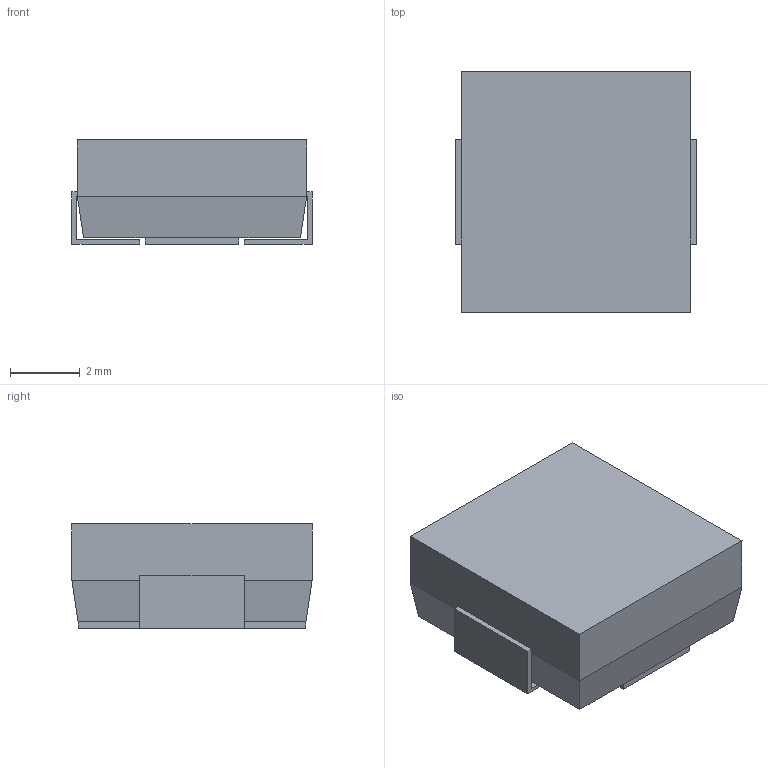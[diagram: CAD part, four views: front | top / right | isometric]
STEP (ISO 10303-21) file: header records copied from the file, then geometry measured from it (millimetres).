
FILE_DESCRIPTION(/* description */ (''),/* implementation_level */ '2;1');
FILE_NAME(/* name */ 'IND_222NLT_PUL.step',/* time_stamp */ '2022-01-02T16:00:46+08:00',/* author */ (''),/* organization */ (''),/* preprocessor_version */ 'ST-DEVELOPER v18.1',/* originating_system */ 'Autodesk Translation Framework v10.10.0.1391',/* authorisation */ '');
FILE_SCHEMA (('AUTOMOTIVE_DESIGN { 1 0 10303 214 3 1 1 }'));
Length unit declared in the file: millimetre
Products named in the file (2): IND_222NLT_PUL; COMPOUND
Assembly tree (1 placements, depth 2):
  IND_222NLT_PUL
    COMPOUND
Bounding box: 6.91 x 6.91 x 3 mm (x, y, z)
Volume: 131.3 mm3; surface area: 208.8 mm2
Topology: 3 solids, 3 shells, 36 faces, 82 edges, 52 vertices
Faces by surface type: plane 36
Entity records: 1090 total; most frequent: CARTESIAN_POINT 173, ORIENTED_EDGE 164, DIRECTION 160, LINE 82, VECTOR 82, EDGE_CURVE 82, VERTEX_POINT 52, STYLED_ITEM 39
